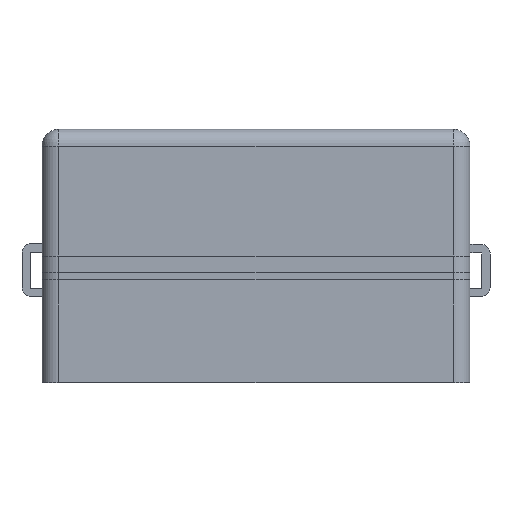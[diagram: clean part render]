
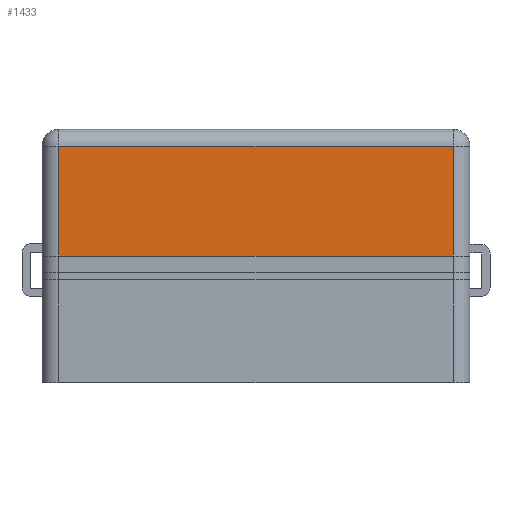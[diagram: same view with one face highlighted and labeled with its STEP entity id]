
A CAD part, front view. The second image highlights one B-rep face of the part: STEP entity #1433.
In plain terms, the highlighted planar face has unit normal (0, -1, 0).
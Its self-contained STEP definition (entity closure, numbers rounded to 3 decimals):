
#1433 = ADVANCED_FACE( '', ( #2504 ), #2505, .T. );
#2504 = FACE_OUTER_BOUND( '', #3252, .T. );
#2505 = PLANE( '', #3253 );
#3252 = EDGE_LOOP( '', ( #4765, #4766, #4767, #4768 ) );
#3253 = AXIS2_PLACEMENT_3D( '', #4769, #4770, #4771 );
#4765 = ORIENTED_EDGE( '', *, *, #7068, .T. );
#4766 = ORIENTED_EDGE( '', *, *, #7148, .T. );
#4767 = ORIENTED_EDGE( '', *, *, #7149, .T. );
#4768 = ORIENTED_EDGE( '', *, *, #6993, .T. );
#4769 = CARTESIAN_POINT( '', ( -6.4, -6.4, -3.79 ) );
#4770 = DIRECTION( '', ( 0., -1., 0. ) );
#4771 = DIRECTION( '', ( 1., 0., 0. ) );
#6993 = EDGE_CURVE( '', #7901, #7905, #7907, .F. );
#7068 = EDGE_CURVE( '', #7905, #8036, #8038, .T. );
#7148 = EDGE_CURVE( '', #8036, #8174, #8176, .T. );
#7149 = EDGE_CURVE( '', #8174, #7901, #8177, .F. );
#7901 = VERTEX_POINT( '', #9187 );
#7905 = VERTEX_POINT( '', #9192 );
#7907 = LINE( '', #9194, #9195 );
#8036 = VERTEX_POINT( '', #9635 );
#8038 = LINE( '', #9637, #9638 );
#8174 = VERTEX_POINT( '', #10090 );
#8176 = LINE( '', #10092, #10093 );
#8177 = LINE( '', #10094, #10095 );
#9187 = CARTESIAN_POINT( '', ( -5.9, -6.4, -0.5 ) );
#9192 = CARTESIAN_POINT( '', ( -5.9, -6.4, -3.79 ) );
#9194 = CARTESIAN_POINT( '', ( -5.9, -6.4, -3.79 ) );
#9195 = VECTOR( '', #10626, 1000. );
#9635 = CARTESIAN_POINT( '', ( 5.9, -6.4, -3.79 ) );
#9637 = CARTESIAN_POINT( '', ( -6.4, -6.4, -3.79 ) );
#9638 = VECTOR( '', #10664, 1000. );
#10090 = CARTESIAN_POINT( '', ( 5.9, -6.4, -0.5 ) );
#10092 = CARTESIAN_POINT( '', ( 5.9, -6.4, -3.79 ) );
#10093 = VECTOR( '', #10718, 1000. );
#10094 = CARTESIAN_POINT( '', ( -6.4, -6.4, -0.5 ) );
#10095 = VECTOR( '', #10719, 1000. );
#10626 = DIRECTION( '', ( 0., 0., 1. ) );
#10664 = DIRECTION( '', ( 1., 0., 0. ) );
#10718 = DIRECTION( '', ( 0., 0., 1. ) );
#10719 = DIRECTION( '', ( 1., 0., 0. ) );
